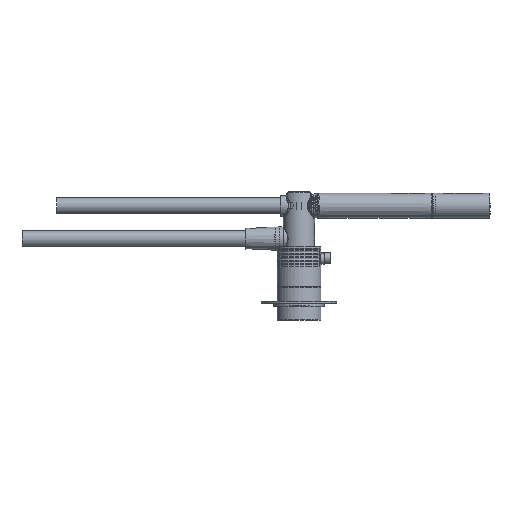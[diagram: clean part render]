
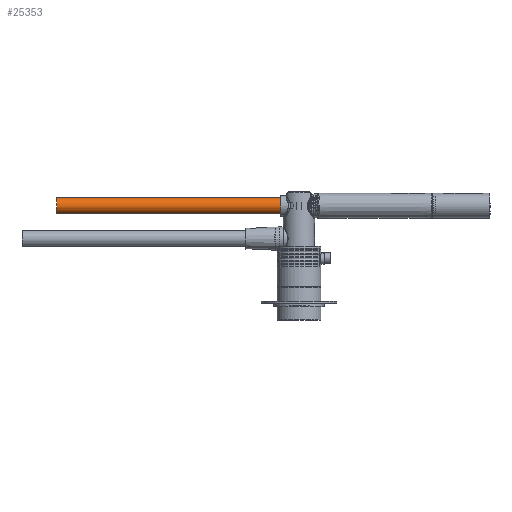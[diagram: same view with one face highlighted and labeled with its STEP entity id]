
A CAD part, front view. The second image highlights one B-rep face of the part: STEP entity #25353.
In plain terms, the highlighted cylindrical face has radius 7.5 mm (diameter 15 mm), a full revolution.
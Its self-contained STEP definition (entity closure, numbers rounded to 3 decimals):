
#1626=CYLINDRICAL_SURFACE('',#29495,7.5);
#5127=ORIENTED_EDGE('',*,*,#12468,.F.);
#5128=ORIENTED_EDGE('',*,*,#12469,.T.);
#12468=EDGE_CURVE('',#20433,#20433,#16140,.T.);
#12469=EDGE_CURVE('',#20434,#20434,#16141,.T.);
#16140=CIRCLE('',#29494,7.5);
#16141=CIRCLE('',#29496,7.5);
#17187=EDGE_LOOP('',(#5127));
#17188=EDGE_LOOP('',(#5128));
#20433=VERTEX_POINT('',#39041);
#20434=VERTEX_POINT('',#39044);
#22977=FACE_BOUND('',#17187,.T.);
#22978=FACE_BOUND('',#17188,.T.);
#25353=ADVANCED_FACE('',(#22977,#22978),#1626,.T.);
#29494=AXIS2_PLACEMENT_3D('',#39040,#32254,#32255);
#29495=AXIS2_PLACEMENT_3D('',#39042,#32256,#32257);
#29496=AXIS2_PLACEMENT_3D('',#39043,#32258,#32259);
#32254=DIRECTION('',(0.,-1.,0.));
#32255=DIRECTION('',(0.,0.,-1.));
#32256=DIRECTION('',(0.,-1.,0.));
#32257=DIRECTION('',(0.,0.,-1.));
#32258=DIRECTION('',(0.,-1.,0.));
#32259=DIRECTION('',(0.,0.,-1.));
#39040=CARTESIAN_POINT('',(0.,0.,0.));
#39041=CARTESIAN_POINT('',(0.,0.,-7.5));
#39042=CARTESIAN_POINT('',(0.,0.,0.));
#39043=CARTESIAN_POINT('',(0.,215.5,0.));
#39044=CARTESIAN_POINT('',(0.,215.5,-7.5));
